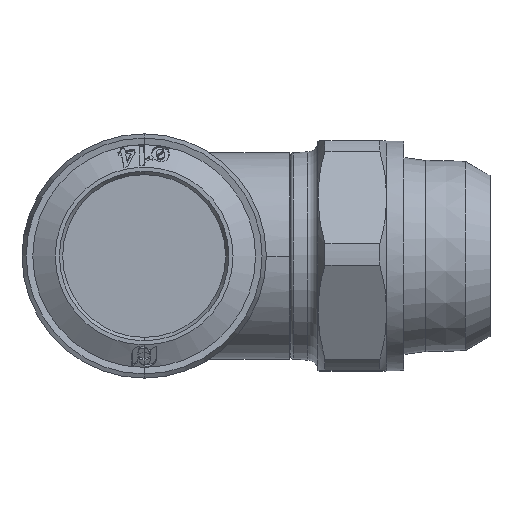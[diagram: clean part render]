
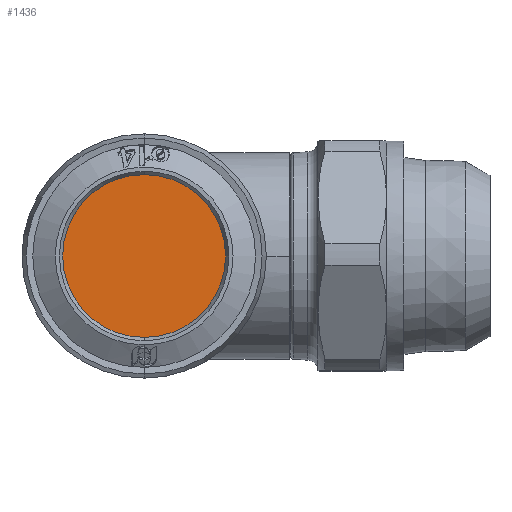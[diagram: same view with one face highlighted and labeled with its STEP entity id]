
A CAD part, left-side view. The second image highlights one B-rep face of the part: STEP entity #1436.
In plain terms, the highlighted planar face has unit normal (-1, 0, 0).
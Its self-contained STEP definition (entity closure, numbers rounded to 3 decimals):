
#1278 = EDGE_CURVE ( 'NONE', #12529, #12476, #2317, .T. ) ;
#1436 = ADVANCED_FACE ( 'NONE', ( #14909 ), #1857, .F. ) ;
#1857 = PLANE ( 'NONE',  #5912 ) ;
#1865 = CARTESIAN_POINT ( 'NONE',  ( -24.5, 0., 0. ) ) ;
#1866 = DIRECTION ( 'NONE',  ( 1., 0., 0. ) ) ;
#1867 = DIRECTION ( 'NONE',  ( 0., 0., 1. ) ) ;
#2317 = CIRCLE ( 'NONE', #6525, 7.1 ) ;
#5236 = CIRCLE ( 'NONE', #6125, 7.1 ) ;
#5912 = AXIS2_PLACEMENT_3D ( 'NONE', #1865, #1866, #1867 ) ;
#6125 = AXIS2_PLACEMENT_3D ( 'NONE', #9124, #9125, #9126 ) ;
#6525 = AXIS2_PLACEMENT_3D ( 'NONE', #13416, #13417, #13418 ) ;
#7304 = ORIENTED_EDGE ( 'NONE', *, *, #1278, .F. ) ;
#7305 = ORIENTED_EDGE ( 'NONE', *, *, #15531, .F. ) ;
#8850 = CARTESIAN_POINT ( 'NONE',  ( -24.5, 0., 7.1 ) ) ;
#8903 = CARTESIAN_POINT ( 'NONE',  ( -24.5, 0., -7.1 ) ) ;
#9124 = CARTESIAN_POINT ( 'NONE',  ( -24.5, 0., 0. ) ) ;
#9125 = DIRECTION ( 'NONE',  ( 1., 0., 0. ) ) ;
#9126 = DIRECTION ( 'NONE',  ( 0., 0., -1. ) ) ;
#11617 = EDGE_LOOP ( 'NONE', ( #7304, #7305 ) ) ;
#12476 = VERTEX_POINT ( 'NONE', #8850 ) ;
#12529 = VERTEX_POINT ( 'NONE', #8903 ) ;
#13416 = CARTESIAN_POINT ( 'NONE',  ( -24.5, 0., 0. ) ) ;
#13417 = DIRECTION ( 'NONE',  ( 1., 0., 0. ) ) ;
#13418 = DIRECTION ( 'NONE',  ( 0., 0., -1. ) ) ;
#14909 = FACE_OUTER_BOUND ( 'NONE', #11617, .T. ) ;
#15531 = EDGE_CURVE ( 'NONE', #12476, #12529, #5236, .T. ) ;
